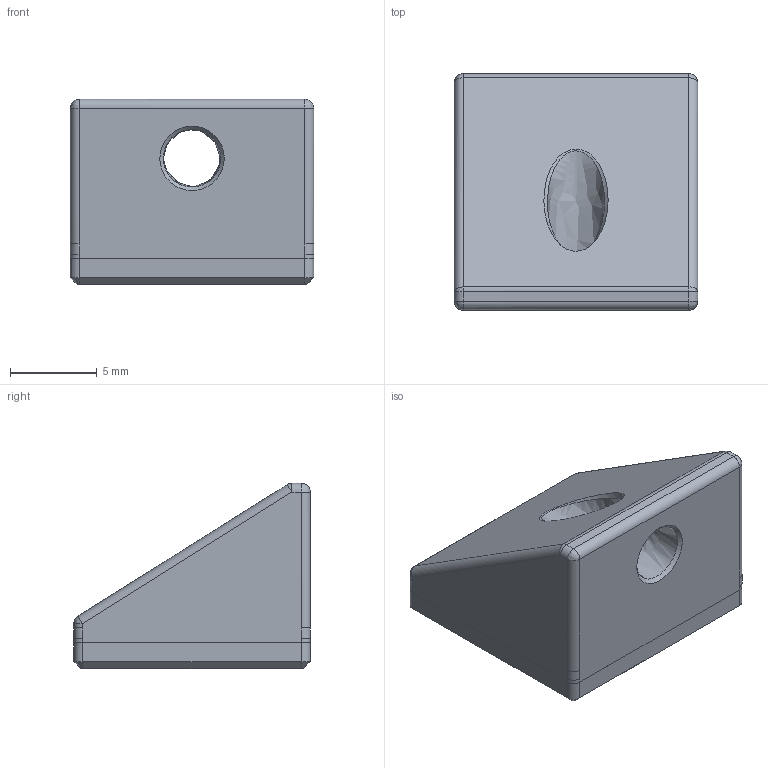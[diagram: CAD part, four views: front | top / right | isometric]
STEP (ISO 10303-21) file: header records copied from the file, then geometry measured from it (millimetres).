
FILE_DESCRIPTION(('FreeCAD Model'),'2;1');
FILE_NAME( 'grip_pad.step' ,'2017-03-23T19:21:20',('Author'),(''), 'Open CASCADE STEP processor 6.8','FreeCAD','Unknown');
FILE_SCHEMA(('AUTOMOTIVE_DESIGN_CC2 { 1 2 10303 214 -1 1 5 4 }'));
Length unit declared in the file: millimetre
Products named in the file (2): ASSEMBLY; Fusion
Assembly tree (1 placements, depth 2):
  ASSEMBLY
    Fusion
Bounding box: 14 x 13.6 x 10.66 mm (x, y, z)
Volume: 1286.7 mm3; surface area: 804.1 mm2
Topology: 1 solids, 1 shells, 60 faces, 143 edges, 76 vertices
Faces by surface type: bspline 42, plane 10, cylinder 4, cone 4
Entity records: 12034 total; most frequent: CARTESIAN_POINT 9593, B_SPLINE_CURVE_WITH_KNOTS 269, ORIENTED_EDGE 268, PCURVE 268, DEFINITIONAL_REPRESENTATION 268, DIRECTION 148, EDGE_CURVE 134, SURFACE_CURVE 131
